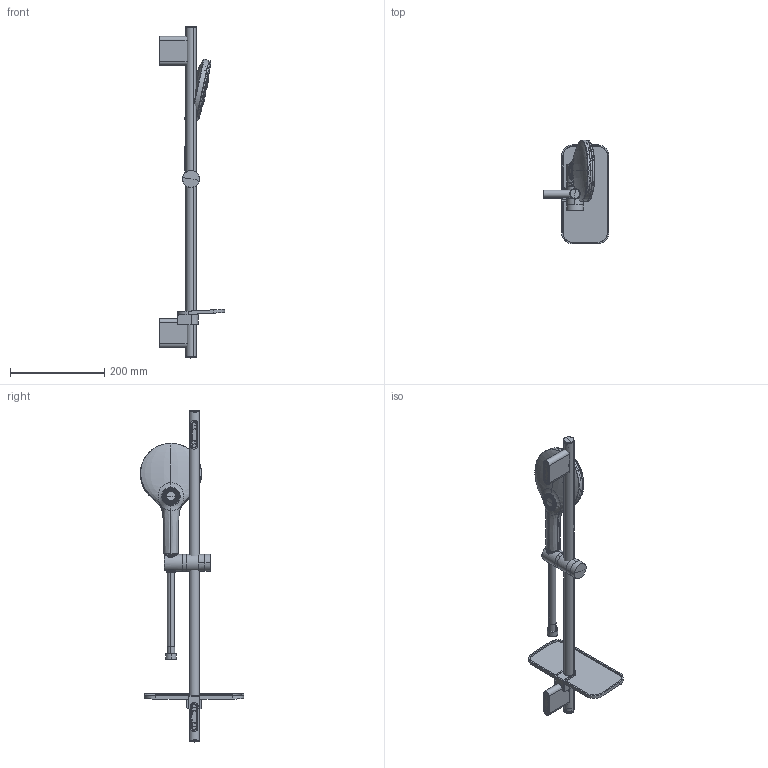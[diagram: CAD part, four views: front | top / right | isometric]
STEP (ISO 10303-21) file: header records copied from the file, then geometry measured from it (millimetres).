
FILE_DESCRIPTION(/* description */ ('AP214 STEP file'),/* implementation_level */ '2;1');
FILE_NAME(/* name */ '26546000_x_t_out.stp',/* time_stamp */ '2025-09-30T08:55:11+02:00',/* author */ (''),/* organization */ (''),/* preprocessor_version */ 'ST-DEVELOPER v18.1',/* originating_system */ 'Elysium Co. Ltd. STEP Translator v8.3.0.0',/* authorisation */ '');
FILE_SCHEMA (('AUTOMOTIVE_DESIGN { 1 0 10303 214 3 1 1 }'));
Products named in the file (1): 26546000_extract
Bounding box: 138.7 x 219.27 x 705.46 mm (x, y, z)
Volume: 5195.2 mm3; surface area: 226189.6 mm2
Topology: 1 solids, 136 shells, 917 faces, 3531 edges, 2561 vertices
Faces by surface type: bspline 468, plane 109, sphere 96, cylinder 88, torus 86, cone 70
Entity records: 72387 total; most frequent: CARTESIAN_POINT 48435, ORIENTED_EDGE 5174, EDGE_CURVE 3490, VERTEX_POINT 2561, STYLED_ITEM 1747, DIRECTION 1565, EDGE_LOOP 1478, B_SPLINE_CURVE_WITH_KNOTS 1138
